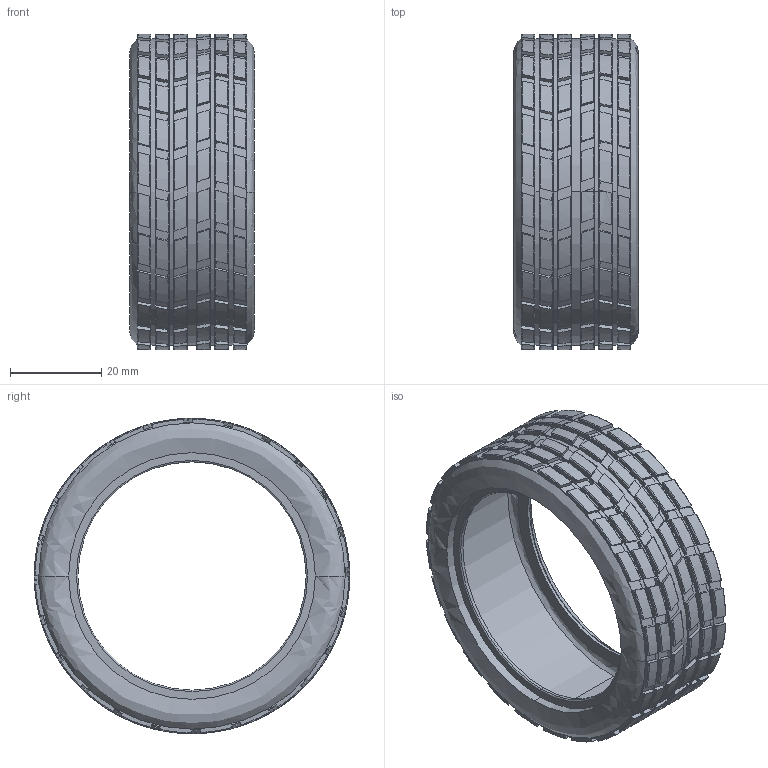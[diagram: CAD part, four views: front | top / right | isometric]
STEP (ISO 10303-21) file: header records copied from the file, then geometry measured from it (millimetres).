
FILE_DESCRIPTION (( 'STEP AP214' ), '1' );
FILE_NAME ('Tyre.STEP', '2018-04-06T23:09:52', ( '' ), ( '' ), 'SwSTEP 2.0', 'SolidWorks 2018', '' );
FILE_SCHEMA (( 'AUTOMOTIVE_DESIGN' ));
Length unit declared in the file: millimetre
Products named in the file (1): Tyre
Bounding box: 27.41 x 69.06 x 69.06 mm (x, y, z)
Volume: 11279.4 mm3; surface area: 20758.5 mm2
Topology: 1 solids, 1 shells, 968 faces, 2851 edges, 1899 vertices
Faces by surface type: plane 496, torus 294, cylinder 170, bspline 8
Entity records: 34440 total; most frequent: CARTESIAN_POINT 10145, ORIENTED_EDGE 5702, DIRECTION 4506, EDGE_CURVE 2851, VERTEX_POINT 1899, AXIS2_PLACEMENT_3D 1616, LINE 1274, VECTOR 1274
